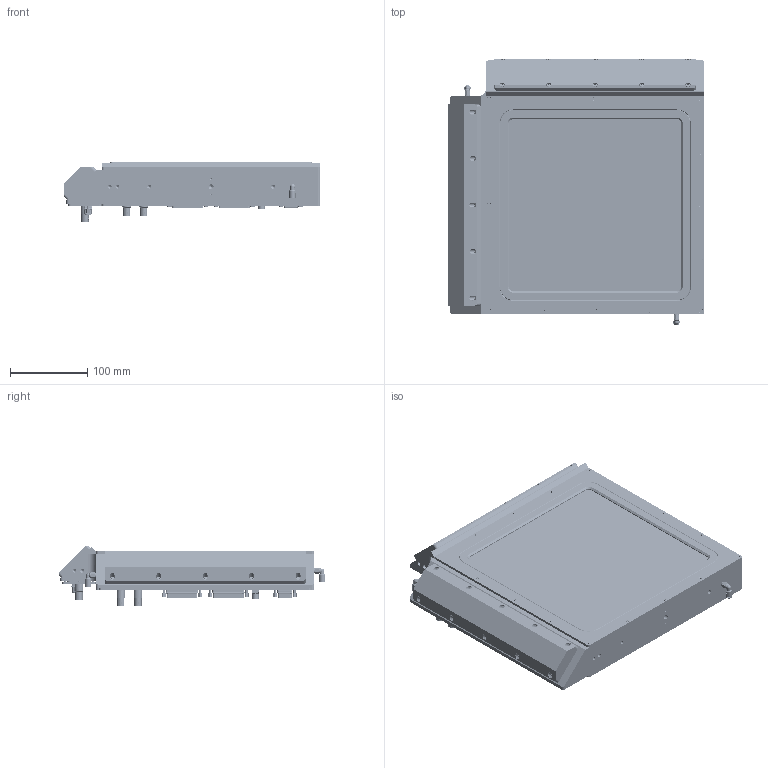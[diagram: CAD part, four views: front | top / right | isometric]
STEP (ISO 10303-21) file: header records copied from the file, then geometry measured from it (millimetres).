
FILE_DESCRIPTION (( 'STEP AP214' ), '1' );
FILE_NAME ('88202120-IC64-16.STEP', '2013-08-08T12:34:03', ( 'Andrew' ), ( 'Microsoft' ), 'SwSTEP 2.0', 'SolidWorks 2011', '' );
FILE_SCHEMA (( 'AUTOMOTIVE_DESIGN' ));
Length unit declared in the file: millimetre
Products named in the file (1): 88202120-IC64-16
Bounding box: 331.33 x 344.57 x 78.36 mm (x, y, z)
Volume: 1275842.8 mm3; surface area: 1029058.8 mm2
Topology: 131 solids, 131 shells, 10217 faces, 25168 edges, 16100 vertices
Faces by surface type: plane 5048, cylinder 3177, bspline 1216, cone 738, torus 28, sphere 10
Entity records: 502968 total; most frequent: CARTESIAN_POINT 149161, ORIENTED_EDGE 49884, DIRECTION 49232, EDGE_CURVE 24942, AXIS2_PLACEMENT_3D 17485, VERTEX_POINT 16098, VECTOR 14262, LINE 14262
